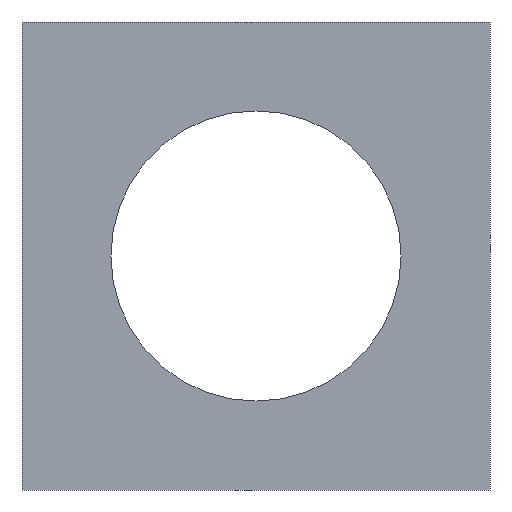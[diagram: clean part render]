
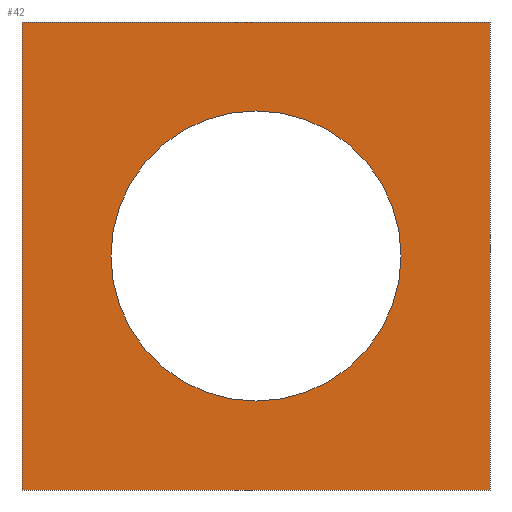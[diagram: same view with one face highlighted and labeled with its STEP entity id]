
A CAD part, front view. The second image highlights one B-rep face of the part: STEP entity #42.
In plain terms, the highlighted planar face has unit normal (0, -1, 0).
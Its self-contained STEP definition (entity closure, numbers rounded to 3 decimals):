
#12 = VERTEX_POINT ( 'NONE', #152 ) ;
#15 = VERTEX_POINT ( 'NONE', #142 ) ;
#21 = EDGE_CURVE ( 'NONE', #32, #34, #138, .T. ) ;
#22 = ORIENTED_EDGE ( 'NONE', *, *, #83, .T. ) ;
#24 = EDGE_LOOP ( 'NONE', ( #22, #25 ) ) ;
#25 = ORIENTED_EDGE ( 'NONE', *, *, #26, .T. ) ;
#26 = EDGE_CURVE ( 'NONE', #12, #15, #139, .T. ) ;
#27 = EDGE_CURVE ( 'NONE', #31, #32, #121, .T. ) ;
#28 = EDGE_CURVE ( 'NONE', #33, #31, #117, .T. ) ;
#29 = ORIENTED_EDGE ( 'NONE', *, *, #28, .F. ) ;
#30 = ORIENTED_EDGE ( 'NONE', *, *, #27, .F. ) ;
#31 = VERTEX_POINT ( 'NONE', #143 ) ;
#32 = VERTEX_POINT ( 'NONE', #112 ) ;
#33 = VERTEX_POINT ( 'NONE', #110 ) ;
#34 = VERTEX_POINT ( 'NONE', #122 ) ;
#35 = ORIENTED_EDGE ( 'NONE', *, *, #38, .F. ) ;
#38 = EDGE_CURVE ( 'NONE', #34, #33, #111, .T. ) ;
#41 = EDGE_LOOP ( 'NONE', ( #35, #141, #30, #29 ) ) ;
#42 = ADVANCED_FACE ( 'NONE', ( #109, #118 ), #108, .T. ) ;
#83 = EDGE_CURVE ( 'NONE', #15, #12, #305, .T. ) ;
#96 = DIRECTION ( 'NONE',  ( 0., 0., -1. ) ) ;
#97 = DIRECTION ( 'NONE',  ( 0., -1., 0. ) ) ;
#98 = CARTESIAN_POINT ( 'NONE',  ( -5., 0., -5. ) ) ;
#104 = AXIS2_PLACEMENT_3D ( 'NONE', #98, #97, #96 ) ;
#105 = VECTOR ( 'NONE', #130, 1000. ) ;
#108 = PLANE ( 'NONE',  #104 ) ;
#109 = FACE_OUTER_BOUND ( 'NONE', #41, .T. ) ;
#110 = CARTESIAN_POINT ( 'NONE',  ( -5., 0., 5. ) ) ;
#111 = LINE ( 'NONE', #131, #105 ) ;
#112 = CARTESIAN_POINT ( 'NONE',  ( 5., 0., -5. ) ) ;
#114 = DIRECTION ( 'NONE',  ( 1., 0., 0. ) ) ;
#115 = VECTOR ( 'NONE', #114, 1000. ) ;
#116 = CARTESIAN_POINT ( 'NONE',  ( -5., 0., 5. ) ) ;
#117 = LINE ( 'NONE', #116, #115 ) ;
#118 = FACE_BOUND ( 'NONE', #24, .T. ) ;
#119 = DIRECTION ( 'NONE',  ( 0., 0., -1. ) ) ;
#120 = VECTOR ( 'NONE', #119, 1000. ) ;
#121 = LINE ( 'NONE', #148, #120 ) ;
#122 = CARTESIAN_POINT ( 'NONE',  ( -5., 0., -5. ) ) ;
#123 = DIRECTION ( 'NONE',  ( 0., 0., 1. ) ) ;
#124 = DIRECTION ( 'NONE',  ( 0., 1., 0. ) ) ;
#125 = CARTESIAN_POINT ( 'NONE',  ( 0., 0., 0. ) ) ;
#126 = AXIS2_PLACEMENT_3D ( 'NONE', #125, #124, #123 ) ;
#127 = DIRECTION ( 'NONE',  ( -1., 0., 0. ) ) ;
#128 = VECTOR ( 'NONE', #127, 1000. ) ;
#129 = CARTESIAN_POINT ( 'NONE',  ( -5., 0., -5. ) ) ;
#130 = DIRECTION ( 'NONE',  ( 0., 0., 1. ) ) ;
#131 = CARTESIAN_POINT ( 'NONE',  ( -5., 0., 5. ) ) ;
#138 = LINE ( 'NONE', #129, #128 ) ;
#139 = CIRCLE ( 'NONE', #126, 3.1 ) ;
#141 = ORIENTED_EDGE ( 'NONE', *, *, #21, .F. ) ;
#142 = CARTESIAN_POINT ( 'NONE',  ( 0., 0., -3.1 ) ) ;
#143 = CARTESIAN_POINT ( 'NONE',  ( 5., 0., 5. ) ) ;
#148 = CARTESIAN_POINT ( 'NONE',  ( 5., 0., 5. ) ) ;
#152 = CARTESIAN_POINT ( 'NONE',  ( 0., 0., 3.1 ) ) ;
#301 = DIRECTION ( 'NONE',  ( 0., 0., 1. ) ) ;
#302 = DIRECTION ( 'NONE',  ( 0., 1., 0. ) ) ;
#303 = CARTESIAN_POINT ( 'NONE',  ( 0., 0., 0. ) ) ;
#304 = AXIS2_PLACEMENT_3D ( 'NONE', #303, #302, #301 ) ;
#305 = CIRCLE ( 'NONE', #304, 3.1 ) ;
